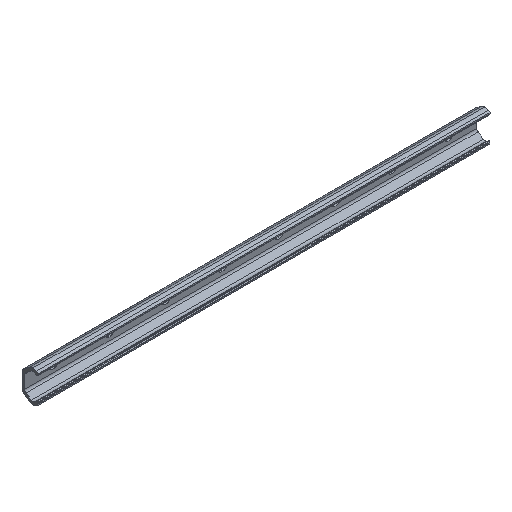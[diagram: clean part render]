
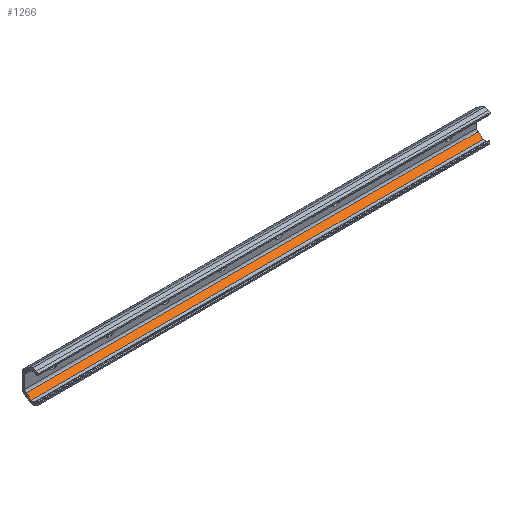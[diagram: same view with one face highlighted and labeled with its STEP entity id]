
A CAD part, isometric view. The second image highlights one B-rep face of the part: STEP entity #1266.
In plain terms, the highlighted planar face has unit normal (0, -0.574, 0.819).
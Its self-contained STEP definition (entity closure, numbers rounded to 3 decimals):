
#48 = VECTOR ( 'NONE', #630, 1000. ) ;
#93 = VECTOR ( 'NONE', #789, 1000. ) ;
#150 = CARTESIAN_POINT ( 'NONE',  ( 320., -9.204, -17.862 ) ) ;
#154 = LINE ( 'NONE', #1809, #781 ) ;
#363 = VERTEX_POINT ( 'NONE', #1399 ) ;
#381 = AXIS2_PLACEMENT_3D ( 'NONE', #150, #1639, #800 ) ;
#440 = EDGE_CURVE ( 'NONE', #1603, #363, #154, .T. ) ;
#463 = LINE ( 'NONE', #973, #48 ) ;
#630 = DIRECTION ( 'NONE',  ( 0., -0.819, -0.574 ) ) ;
#710 = ORIENTED_EDGE ( 'NONE', *, *, #1087, .T. ) ;
#781 = VECTOR ( 'NONE', #1298, 1000. ) ;
#789 = DIRECTION ( 'NONE',  ( -1., 0., 0. ) ) ;
#800 = DIRECTION ( 'NONE',  ( 0., 0.819, 0.574 ) ) ;
#825 = DIRECTION ( 'NONE',  ( -1., 0., 0. ) ) ;
#831 = EDGE_CURVE ( 'NONE', #363, #1467, #1006, .T. ) ;
#833 = EDGE_LOOP ( 'NONE', ( #1786, #1020, #1814, #710 ) ) ;
#854 = VERTEX_POINT ( 'NONE', #1143 ) ;
#865 = CARTESIAN_POINT ( 'NONE',  ( 320., -1.706, -12.612 ) ) ;
#973 = CARTESIAN_POINT ( 'NONE',  ( -320., -9.204, -17.862 ) ) ;
#1006 = LINE ( 'NONE', #2164, #1519 ) ;
#1013 = PLANE ( 'NONE',  #381 ) ;
#1020 = ORIENTED_EDGE ( 'NONE', *, *, #831, .F. ) ;
#1087 = EDGE_CURVE ( 'NONE', #1603, #854, #1273, .T. ) ;
#1143 = CARTESIAN_POINT ( 'NONE',  ( -320., -1.706, -12.612 ) ) ;
#1261 = CARTESIAN_POINT ( 'NONE',  ( 320., -1.706, -12.612 ) ) ;
#1266 = ADVANCED_FACE ( 'NONE', ( #1328 ), #1013, .F. ) ;
#1273 = LINE ( 'NONE', #1261, #93 ) ;
#1298 = DIRECTION ( 'NONE',  ( 0., -0.819, -0.574 ) ) ;
#1328 = FACE_OUTER_BOUND ( 'NONE', #833, .T. ) ;
#1399 = CARTESIAN_POINT ( 'NONE',  ( 320., -9.204, -17.862 ) ) ;
#1467 = VERTEX_POINT ( 'NONE', #1773 ) ;
#1519 = VECTOR ( 'NONE', #825, 1000. ) ;
#1603 = VERTEX_POINT ( 'NONE', #865 ) ;
#1639 = DIRECTION ( 'NONE',  ( 0., 0.574, -0.819 ) ) ;
#1773 = CARTESIAN_POINT ( 'NONE',  ( -320., -9.204, -17.862 ) ) ;
#1786 = ORIENTED_EDGE ( 'NONE', *, *, #1901, .T. ) ;
#1809 = CARTESIAN_POINT ( 'NONE',  ( 320., -9.204, -17.862 ) ) ;
#1814 = ORIENTED_EDGE ( 'NONE', *, *, #440, .F. ) ;
#1901 = EDGE_CURVE ( 'NONE', #854, #1467, #463, .T. ) ;
#2164 = CARTESIAN_POINT ( 'NONE',  ( 320., -9.204, -17.862 ) ) ;
